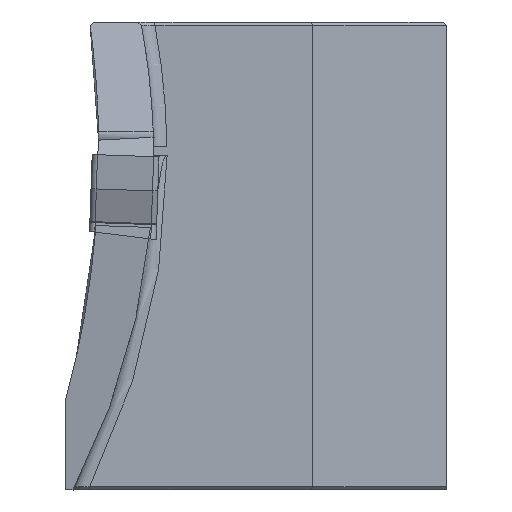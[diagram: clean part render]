
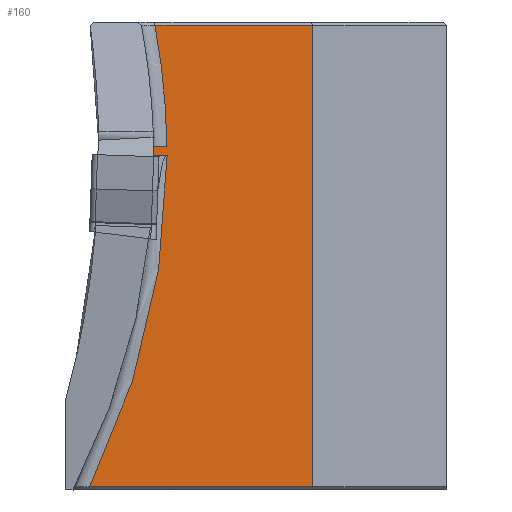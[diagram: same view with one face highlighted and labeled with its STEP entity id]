
A CAD part, left-side view. The second image highlights one B-rep face of the part: STEP entity #160.
In plain terms, the highlighted planar face has unit normal (-1, 0, 0).
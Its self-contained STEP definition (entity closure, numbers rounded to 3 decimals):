
#160=ADVANCED_FACE('',(#281),#213,.F.);
#213=PLANE('',#1435);
#281=FACE_OUTER_BOUND('',#355,.T.);
#355=EDGE_LOOP('',(#638,#639,#640,#641,#642,#643,#644,#645));
#400=CIRCLE('',#1416,70.);
#404=CIRCLE('',#1433,55.);
#405=CIRCLE('',#1434,55.);
#638=ORIENTED_EDGE('',*,*,#1033,.F.);
#639=ORIENTED_EDGE('',*,*,#1034,.T.);
#640=ORIENTED_EDGE('',*,*,#1035,.T.);
#641=ORIENTED_EDGE('',*,*,#1036,.T.);
#642=ORIENTED_EDGE('',*,*,#1037,.T.);
#643=ORIENTED_EDGE('',*,*,#1038,.T.);
#644=ORIENTED_EDGE('',*,*,#1039,.T.);
#645=ORIENTED_EDGE('',*,*,#999,.F.);
#843=VERTEX_POINT('',#2030);
#844=VERTEX_POINT('',#2031);
#876=VERTEX_POINT('',#2153);
#877=VERTEX_POINT('',#2155);
#878=VERTEX_POINT('',#2157);
#879=VERTEX_POINT('',#2159);
#880=VERTEX_POINT('',#2161);
#881=VERTEX_POINT('',#2163);
#999=EDGE_CURVE('',#843,#844,#400,.T.);
#1033=EDGE_CURVE('',#876,#843,#1177,.T.);
#1034=EDGE_CURVE('',#876,#877,#404,.T.);
#1035=EDGE_CURVE('',#877,#878,#1178,.T.);
#1036=EDGE_CURVE('',#878,#879,#1179,.T.);
#1037=EDGE_CURVE('',#879,#880,#1180,.T.);
#1038=EDGE_CURVE('',#880,#881,#405,.T.);
#1039=EDGE_CURVE('',#881,#844,#1181,.T.);
#1177=LINE('',#2152,#1306);
#1178=LINE('',#2156,#1307);
#1179=LINE('',#2158,#1308);
#1180=LINE('',#2160,#1309);
#1181=LINE('',#2164,#1310);
#1306=VECTOR('',#1725,1.);
#1307=VECTOR('',#1728,1.);
#1308=VECTOR('',#1729,1.);
#1309=VECTOR('',#1730,1.);
#1310=VECTOR('',#1733,1.);
#1416=AXIS2_PLACEMENT_3D('',#2029,#1673,#1674);
#1433=AXIS2_PLACEMENT_3D('',#2154,#1726,#1727);
#1434=AXIS2_PLACEMENT_3D('',#2162,#1731,#1732);
#1435=AXIS2_PLACEMENT_3D('',#2165,#1734,#1735);
#1673=DIRECTION('',(-1.,0.,0.));
#1674=DIRECTION('',(0.,0.,-1.));
#1725=DIRECTION('',(0.,0.999,0.035));
#1726=DIRECTION('',(1.,0.,0.));
#1727=DIRECTION('',(0.,0.,-1.));
#1728=DIRECTION('',(0.,-1.,0.));
#1729=DIRECTION('',(0.,0.,1.));
#1730=DIRECTION('',(0.,1.,0.));
#1731=DIRECTION('',(1.,0.,0.));
#1732=DIRECTION('',(0.,0.,-1.));
#1733=DIRECTION('',(0.,0.999,0.035));
#1734=DIRECTION('',(1.,0.,0.));
#1735=DIRECTION('',(0.,0.,-1.));
#2029=CARTESIAN_POINT('',(26.,71.,0.2));
#2030=CARTESIAN_POINT('',(26.,1.,0.176));
#2031=CARTESIAN_POINT('',(26.,1.003,0.832));
#2152=CARTESIAN_POINT('',(26.,50.826,1.916));
#2153=CARTESIAN_POINT('',(26.,-4.1,-0.002));
#2154=CARTESIAN_POINT('',(26.,50.9,-0.2));
#2155=CARTESIAN_POINT('',(26.,1.683,-24.75));
#2156=CARTESIAN_POINT('',(26.,50.9,-24.75));
#2157=CARTESIAN_POINT('',(26.,-15.,-24.75));
#2158=CARTESIAN_POINT('',(26.,-15.,10.));
#2159=CARTESIAN_POINT('',(26.,-15.,9.75));
#2160=CARTESIAN_POINT('',(26.,50.9,9.75));
#2161=CARTESIAN_POINT('',(26.,-3.192,9.75));
#2162=CARTESIAN_POINT('',(26.,50.9,-0.2));
#2163=CARTESIAN_POINT('',(26.,-4.093,0.654));
#2164=CARTESIAN_POINT('',(26.,-4.449,0.641));
#2165=CARTESIAN_POINT('',(26.,50.9,-0.2));
